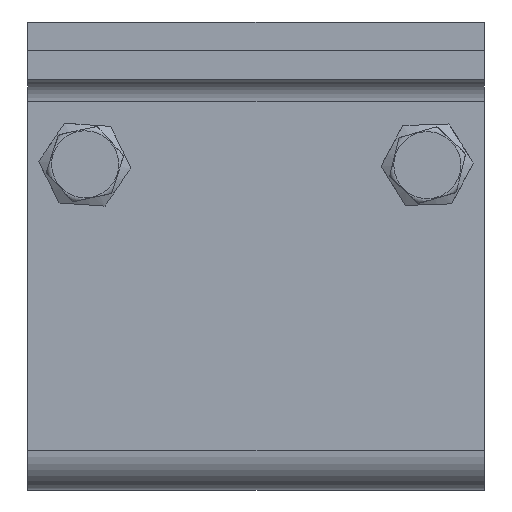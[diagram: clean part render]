
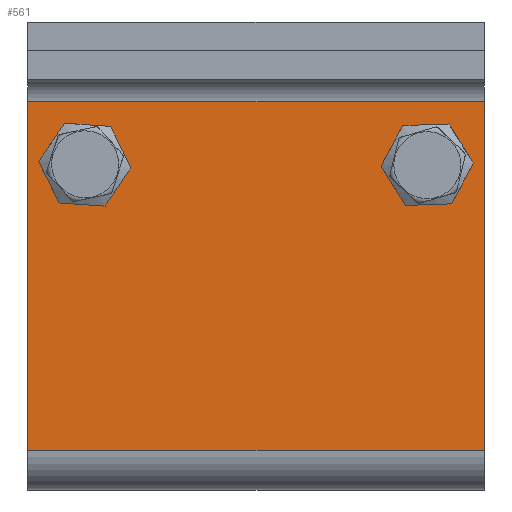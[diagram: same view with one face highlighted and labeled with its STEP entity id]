
A CAD part, left-side view. The second image highlights one B-rep face of the part: STEP entity #561.
In plain terms, the highlighted planar face has unit normal (-1, 0, 0).
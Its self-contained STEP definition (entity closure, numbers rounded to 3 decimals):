
#207=CARTESIAN_POINT('',(-0.833,28.5,6.621));
#208=VERTEX_POINT('',#207);
#209=CARTESIAN_POINT('',(-0.833,28.5,5.0));
#210=DIRECTION('',(1.0,0.0,0.0));
#211=DIRECTION('',(0.0,0.0,1.0));
#212=AXIS2_PLACEMENT_3D('',#209,#210,#211);
#213=CIRCLE('',#212,1.621);
#214=EDGE_CURVE('',#208,#208,#213,.T.);
#235=CARTESIAN_POINT('',(-0.833,28.5,36.621));
#236=VERTEX_POINT('',#235);
#237=CARTESIAN_POINT('',(-0.833,28.5,35.0));
#238=DIRECTION('',(1.0,0.0,0.0));
#239=DIRECTION('',(0.0,0.0,1.0));
#240=AXIS2_PLACEMENT_3D('',#237,#238,#239);
#241=CIRCLE('',#240,1.621);
#242=EDGE_CURVE('',#236,#236,#241,.T.);
#497=CARTESIAN_POINT('',(-0.833,3.5,40.0));
#498=VERTEX_POINT('',#497);
#506=CARTESIAN_POINT('',(-0.833,3.5,0.0));
#507=VERTEX_POINT('',#506);
#508=CARTESIAN_POINT('',(-0.833,3.5,0.0));
#509=DIRECTION('',(0.0,0.0,1.0));
#510=VECTOR('',#509,40.0);
#511=LINE('',#508,#510);
#512=EDGE_CURVE('',#507,#498,#511,.T.);
#525=CARTESIAN_POINT('',(-0.833,3.5,0.0));
#526=DIRECTION('',(-1.0,0.0,0.0));
#527=DIRECTION('',(0.0,0.0,1.0));
#528=AXIS2_PLACEMENT_3D('',#525,#526,#527);
#529=PLANE('',#528);
#530=CARTESIAN_POINT('',(-0.833,34.,40.0));
#531=VERTEX_POINT('',#530);
#532=CARTESIAN_POINT('',(-0.833,3.5,40.0));
#533=DIRECTION('',(0.0,1.0,0.0));
#534=VECTOR('',#533,30.5);
#535=LINE('',#532,#534);
#536=EDGE_CURVE('',#498,#531,#535,.T.);
#537=ORIENTED_EDGE('',*,*,#536,.T.);
#538=CARTESIAN_POINT('',(-0.833,34.,0.0));
#539=VERTEX_POINT('',#538);
#540=CARTESIAN_POINT('',(-0.833,34.,0.0));
#541=DIRECTION('',(0.0,0.0,1.0));
#542=VECTOR('',#541,40.0);
#543=LINE('',#540,#542);
#544=EDGE_CURVE('',#539,#531,#543,.T.);
#545=ORIENTED_EDGE('',*,*,#544,.F.);
#546=CARTESIAN_POINT('',(-0.833,3.5,0.0));
#547=DIRECTION('',(0.0,1.0,0.0));
#548=VECTOR('',#547,30.5);
#549=LINE('',#546,#548);
#550=EDGE_CURVE('',#507,#539,#549,.T.);
#551=ORIENTED_EDGE('',*,*,#550,.F.);
#552=ORIENTED_EDGE('',*,*,#512,.T.);
#553=EDGE_LOOP('',(#537,#545,#551,#552));
#554=FACE_OUTER_BOUND('',#553,.T.);
#555=ORIENTED_EDGE('',*,*,#214,.T.);
#556=EDGE_LOOP('',(#555));
#557=FACE_BOUND('',#556,.T.);
#558=ORIENTED_EDGE('',*,*,#242,.T.);
#559=EDGE_LOOP('',(#558));
#560=FACE_BOUND('',#559,.T.);
#561=ADVANCED_FACE('',(#554,#557,#560),#529,.T.);
